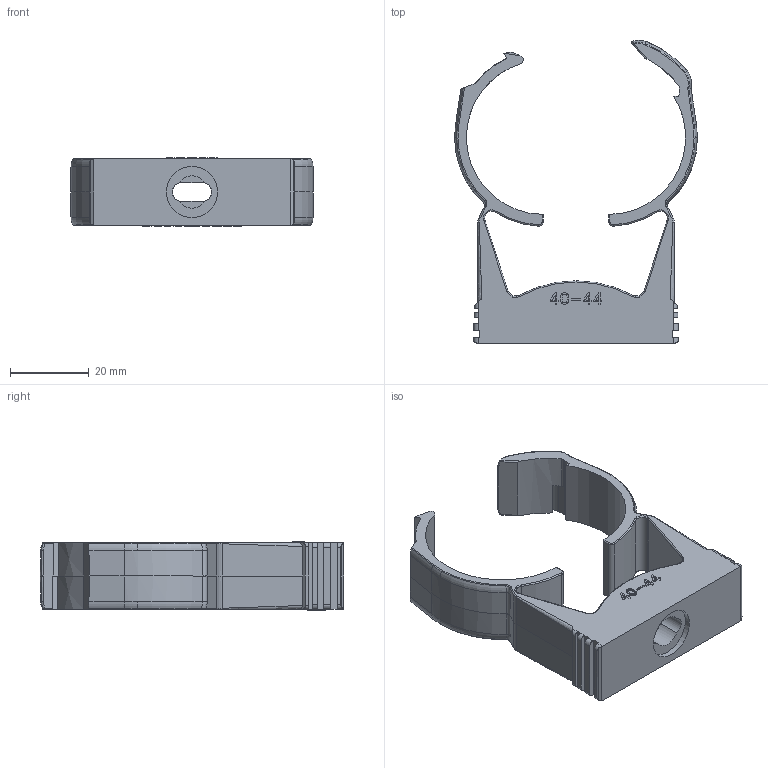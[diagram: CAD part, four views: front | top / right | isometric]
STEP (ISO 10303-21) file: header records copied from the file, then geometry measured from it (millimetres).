
FILE_DESCRIPTION((''),'2;1');
FILE_NAME('2146320','2012-08-14T',('AndreasKeweloh'),(''),'PRO/ENGINEER BY PARAMETRIC TECHNOLOGY CORPORATION, 2012130','PRO/ENGINEER BY PARAMETRIC TECHNOLOGY CORPORATION, 2012130','');
FILE_SCHEMA(('CONFIG_CONTROL_DESIGN'));
Length unit declared in the file: millimetre
Products named in the file (1): 2146320
Bounding box: 61.8 x 77.24 x 17.4 mm (x, y, z)
Volume: 19785.4 mm3; surface area: 10816.7 mm2
Topology: 1 solids, 1 shells, 696 faces, 1919 edges, 1247 vertices
Faces by surface type: cylinder 298, plane 281, bspline 46, torus 37, extrusion 14, cone 12, revolution 8
Entity records: 24685 total; most frequent: CARTESIAN_POINT 6895, ORIENTED_EDGE 3838, DIRECTION 3617, EDGE_CURVE 1919, AXIS2_PLACEMENT_3D 1263, VERTEX_POINT 1247, VECTOR 1083, LINE 1069
